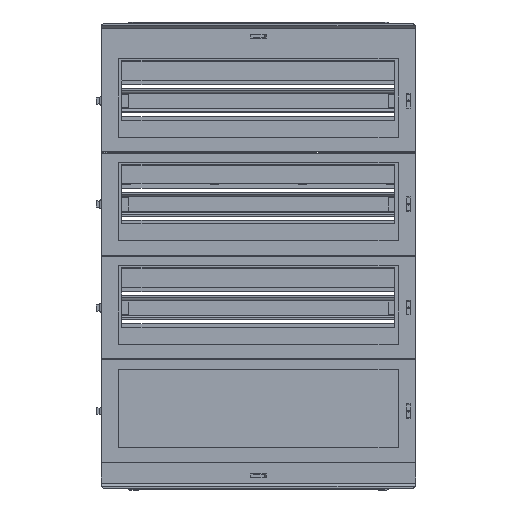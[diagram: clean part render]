
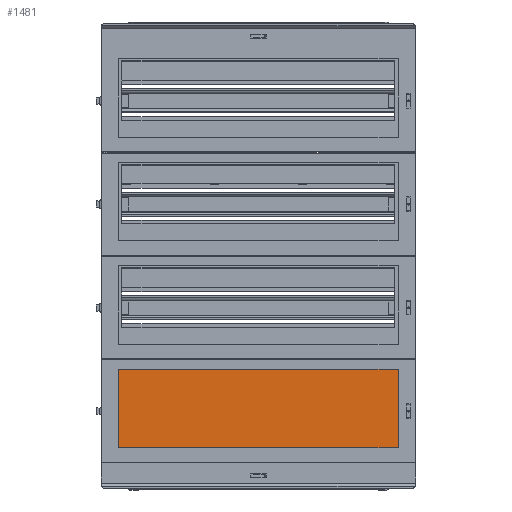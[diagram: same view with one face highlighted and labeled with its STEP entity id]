
A CAD part, top view. The second image highlights one B-rep face of the part: STEP entity #1481.
In plain terms, the highlighted planar face has unit normal (0, 0, 1).
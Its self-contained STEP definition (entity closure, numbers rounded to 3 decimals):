
#1481=ADVANCED_FACE('',(#10006),#10007,.T.);
#10006=FACE_OUTER_BOUND('',#24752,.T.);
#10007=PLANE('',#24753);
#24752=EDGE_LOOP('',(#49867,#49868,#49869,#49870));
#24753=AXIS2_PLACEMENT_3D('',#49871,#49872,#49873);
#49867=ORIENTED_EDGE('',*,*,#97310,.F.);
#49868=ORIENTED_EDGE('',*,*,#97308,.F.);
#49869=ORIENTED_EDGE('',*,*,#97306,.F.);
#49870=ORIENTED_EDGE('',*,*,#97304,.F.);
#49871=CARTESIAN_POINT('',(3.0,-221.0,-33.5));
#49872=DIRECTION('',(0.0,0.0,1.0));
#49873=DIRECTION('',(1.0,-0.0,0.0));
#97304=EDGE_CURVE('',#118985,#118987,#118988,.T.);
#97306=EDGE_CURVE('',#118987,#118990,#118991,.T.);
#97308=EDGE_CURVE('',#118990,#118993,#118994,.T.);
#97310=EDGE_CURVE('',#118993,#118985,#118996,.T.);
#118985=VERTEX_POINT('',#152506);
#118987=VERTEX_POINT('',#152509);
#118988=LINE('',#152510,#152511);
#118990=VERTEX_POINT('',#152514);
#118991=LINE('',#152515,#152516);
#118993=VERTEX_POINT('',#152519);
#118994=LINE('',#152520,#152521);
#118996=LINE('',#152524,#152525);
#152506=CARTESIAN_POINT('',(-199.5,-277.75,-33.5));
#152509=CARTESIAN_POINT('',(-199.5,-164.25,-33.5));
#152510=CARTESIAN_POINT('',(-199.5,-277.75,-33.5));
#152511=VECTOR('',#191336,113.5);
#152514=CARTESIAN_POINT('',(205.5,-164.25,-33.5));
#152515=CARTESIAN_POINT('',(-199.5,-164.25,-33.5));
#152516=VECTOR('',#191338,405.0);
#152519=CARTESIAN_POINT('',(205.5,-277.75,-33.5));
#152520=CARTESIAN_POINT('',(205.5,-164.25,-33.5));
#152521=VECTOR('',#191340,113.5);
#152524=CARTESIAN_POINT('',(205.5,-277.75,-33.5));
#152525=VECTOR('',#191342,405.0);
#191336=DIRECTION('',(0.0,1.0,0.0));
#191338=DIRECTION('',(1.0,0.0,0.0));
#191340=DIRECTION('',(0.0,-1.0,0.0));
#191342=DIRECTION('',(-1.0,0.0,0.0));
